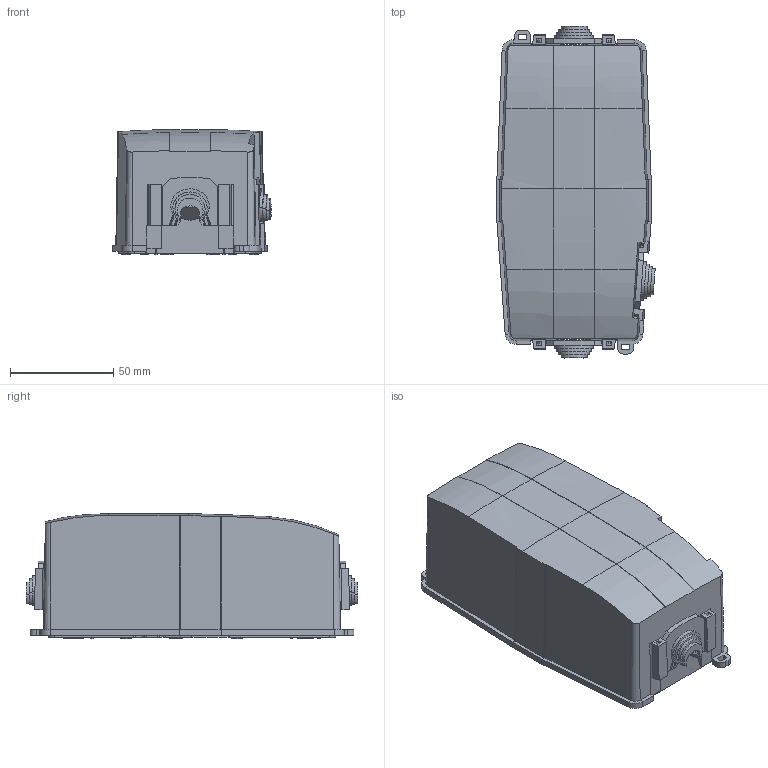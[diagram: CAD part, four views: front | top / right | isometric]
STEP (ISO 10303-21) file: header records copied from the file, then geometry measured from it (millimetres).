
FILE_DESCRIPTION(('CATIA V5 STEP Exchange','CAx-IF Rec.Pracs.--- Model Styling and Organization---1.4--- 2014-01-23'),'2;1');
FILE_NAME ('006631-3_2', '2019-08-08T13:33:06+00:00', ('none'), ('Weidmueller'), 'CATIA Version 5-6 Release 2016 SP3 HF44', 'CATIA V5 STEP AP214', 'none');
FILE_SCHEMA(('AUTOMOTIVE_DESIGN { 1 0 10303 214 1 1 1 1 }'));
Products named in the file (1): 1111910000
Bounding box: 76.7 x 160.9 x 60.6 mm (x, y, z)
Volume: 216214.1 mm3; surface area: 184379.6 mm2
Topology: 5 solids, 12 shells, 4332 faces, 12982 edges, 8702 vertices
Faces by surface type: plane 3083, cylinder 804, cone 191, extrusion 118, torus 72, sphere 52, bspline 10, revolution 2
Entity records: 145513 total; most frequent: CARTESIAN_POINT 34571, ORIENTED_EDGE 25940, DIRECTION 17954, EDGE_CURVE 12970, VECTOR 9678, LINE 9560, VERTEX_POINT 8702, AXIS2_PLACEMENT_3D 5078
